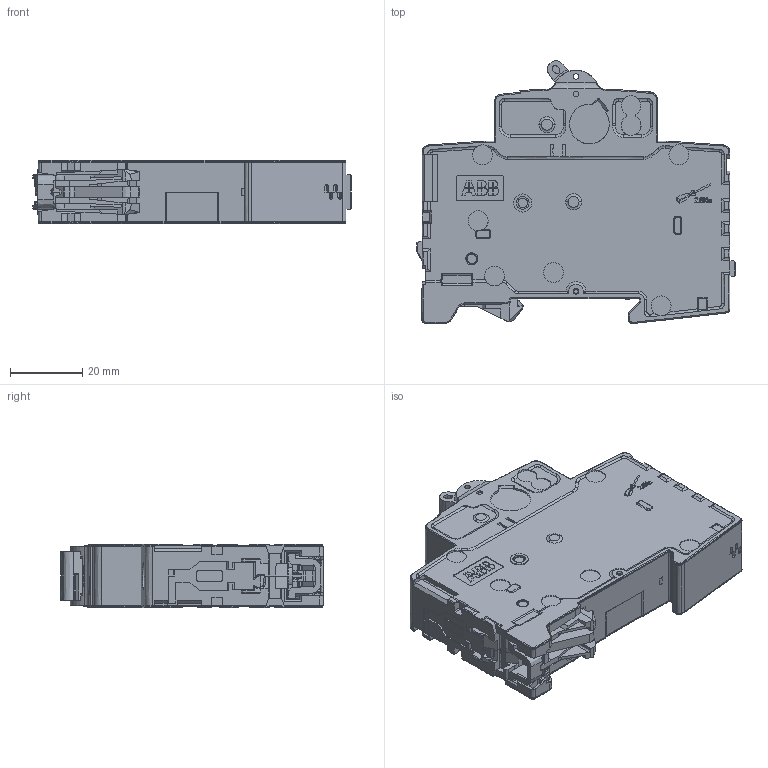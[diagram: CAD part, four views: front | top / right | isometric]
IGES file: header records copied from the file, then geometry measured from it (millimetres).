
Start section:  PTC IGES file: 2cds28x111_1-polig.igs
Global section: file name: 2cds28x111_1-polig.igs; native system: Creo Elements/Pro by Parametric Technology Corporation; preprocessor: 2011310; author: DEU121775; organization: Unknown; date: 20140425.091347; units: millimetre
Bounding box: 88 x 72.48 x 17.4 mm (x, y, z)
Volume: 75528 mm3; surface area: 17815.4 mm2
Topology: 1 solids, 1 shells, 2385 faces, 6505 edges, 4196 vertices
Faces by surface type: bspline 2385
